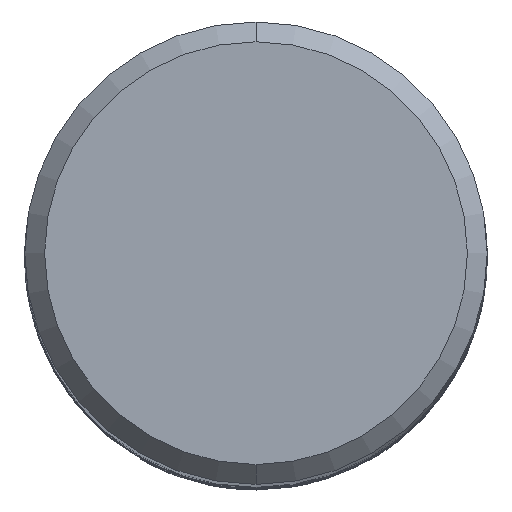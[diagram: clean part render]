
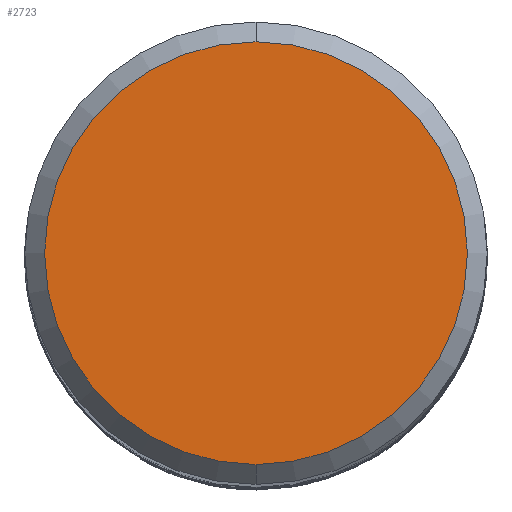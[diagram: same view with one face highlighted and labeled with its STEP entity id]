
A CAD part, top view. The second image highlights one B-rep face of the part: STEP entity #2723.
In plain terms, the highlighted planar face has unit normal (0, 0, 1).
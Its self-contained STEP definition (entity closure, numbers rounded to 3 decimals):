
#1101=VERTEX_POINT('',#3253);
#1417=EDGE_CURVE('',#1825,#1101,#3598,.T.);
#1825=VERTEX_POINT('',#4037);
#2723=ADVANCED_FACE('',(#5021),#5022,.T.);
#2997=EDGE_CURVE('',#1101,#1825,#5313,.T.);
#3253=CARTESIAN_POINT('',(0.,-6.4,0.0));
#3598=CIRCLE('',#9349,6.4);
#4037=CARTESIAN_POINT('',(0.0,6.4,0.0));
#5021=FACE_OUTER_BOUND('',#27915,.T.);
#5022=PLANE('',#27916);
#5313=CIRCLE('',#30260,6.4);
#9349=AXIS2_PLACEMENT_3D('',#33503,#33504,#33505);
#27915=EDGE_LOOP('',(#34957,#34958));
#27916=AXIS2_PLACEMENT_3D('',#34959,#34960,#34961);
#30260=AXIS2_PLACEMENT_3D('',#35209,#35210,#35211);
#33503=CARTESIAN_POINT('',(0.0,0.0,0.0));
#33504=DIRECTION('',(0.0,0.0,-1.0));
#33505=DIRECTION('',(0.0,1.0,0.0));
#34957=ORIENTED_EDGE('',*,*,#1417,.F.);
#34958=ORIENTED_EDGE('',*,*,#2997,.F.);
#34959=CARTESIAN_POINT('',(0.0,3.2,0.0));
#34960=DIRECTION('',(-0.0,0.0,1.0));
#34961=DIRECTION('',(0.0,-1.0,0.0));
#35209=CARTESIAN_POINT('',(0.0,0.0,0.0));
#35210=DIRECTION('',(0.0,0.0,-1.0));
#35211=DIRECTION('',(0.0,1.0,0.0));
